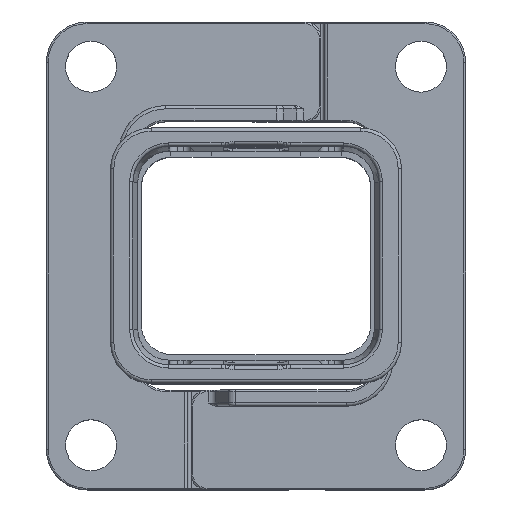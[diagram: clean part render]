
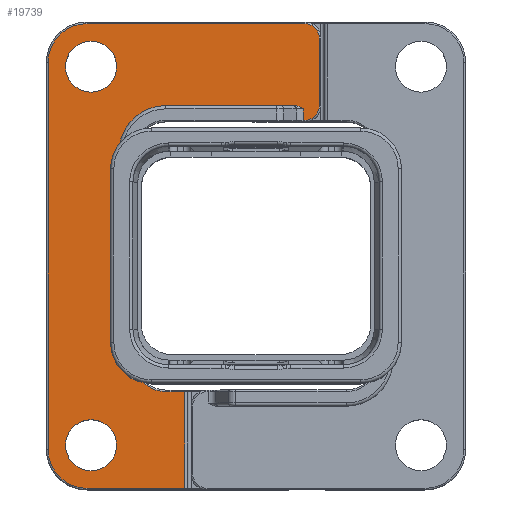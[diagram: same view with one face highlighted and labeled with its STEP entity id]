
A CAD part, top view. The second image highlights one B-rep face of the part: STEP entity #19739.
In plain terms, the highlighted planar face has unit normal (0, 0, 1).
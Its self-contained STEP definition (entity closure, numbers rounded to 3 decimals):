
#597=CARTESIAN_POINT('',(-6.25,-5.4,1.1));
#598=DIRECTION('',(0.,0.,1.));
#599=DIRECTION('',(-0.878,-0.478,0.));
#600=AXIS2_PLACEMENT_3D('',#597,#598,#599);
#650=CARTESIAN_POINT('',(-5.55,-6.35,1.1));
#651=DIRECTION('',(0.,0.,-1.));
#652=DIRECTION('',(0.,-1.,0.));
#653=AXIS2_PLACEMENT_3D('',#650,#651,#652);
#655=DIRECTION('',(-1.,0.,0.));
#656=VECTOR('',#655,1.15);
#657=CARTESIAN_POINT('',(-4.4,-8.35,1.1));
#658=LINE('',#657,#656);
#659=DIRECTION('',(0.,1.,0.));
#660=VECTOR('',#659,5.95);
#661=CARTESIAN_POINT('',(-4.4,-14.3,1.1));
#662=LINE('',#661,#660);
#663=DIRECTION('',(1.,0.,0.));
#664=VECTOR('',#663,6.);
#665=CARTESIAN_POINT('',(-10.4,-14.3,1.1));
#666=LINE('',#665,#664);
#667=CARTESIAN_POINT('',(-10.4,-11.9,1.1));
#668=DIRECTION('',(0.,0.,1.));
#669=DIRECTION('',(-1.,0.,0.));
#670=AXIS2_PLACEMENT_3D('',#667,#668,#669);
#672=DIRECTION('',(0.,-1.,0.));
#673=VECTOR('',#672,23.8);
#674=CARTESIAN_POINT('',(-12.8,11.9,1.1));
#675=LINE('',#674,#673);
#676=CARTESIAN_POINT('',(-10.4,11.9,1.1));
#677=DIRECTION('',(0.,0.,1.));
#678=DIRECTION('',(0.,1.,0.));
#679=AXIS2_PLACEMENT_3D('',#676,#677,#678);
#681=DIRECTION('',(-1.,0.,0.));
#682=VECTOR('',#681,13.4);
#683=CARTESIAN_POINT('',(3.,14.3,1.1));
#684=LINE('',#683,#682);
#685=CARTESIAN_POINT('',(3.,13.4,1.1));
#686=DIRECTION('',(0.,0.,1.));
#687=DIRECTION('',(1.,0.,0.));
#688=AXIS2_PLACEMENT_3D('',#685,#686,#687);
#690=DIRECTION('',(0.,1.,0.));
#691=VECTOR('',#690,4.15);
#692=CARTESIAN_POINT('',(3.9,9.25,1.1));
#693=LINE('',#692,#691);
#694=CARTESIAN_POINT('',(3.,9.25,1.1));
#695=DIRECTION('',(0.,0.,1.));
#696=DIRECTION('',(0.,-1.,0.));
#697=AXIS2_PLACEMENT_3D('',#694,#695,#696);
#699=DIRECTION('',(1.,0.,0.));
#700=VECTOR('',#699,0.093);
#701=CARTESIAN_POINT('',(2.907,8.35,1.1));
#702=LINE('',#701,#700);
#703=DIRECTION('',(0.,1.,0.));
#704=VECTOR('',#703,0.7);
#705=CARTESIAN_POINT('',(2.907,8.35,1.1));
#706=LINE('',#705,#704);
#707=CARTESIAN_POINT('',(-5.55,6.35,1.1));
#708=DIRECTION('',(0.,0.,1.));
#709=DIRECTION('',(0.,1.,0.));
#710=AXIS2_PLACEMENT_3D('',#707,#708,#709);
#712=DIRECTION('',(1.,0.,0.));
#713=VECTOR('',#712,0.244);
#714=CARTESIAN_POINT('',(-8.25,-6.357,1.1));
#715=LINE('',#714,#713);
#716=CARTESIAN_POINT('',(-10.15,-11.65,1.1));
#717=DIRECTION('',(0.,0.,1.));
#718=DIRECTION('',(1.,0.,0.));
#719=AXIS2_PLACEMENT_3D('',#716,#717,#718);
#721=CARTESIAN_POINT('',(-10.15,-11.65,1.1));
#722=DIRECTION('',(0.,0.,1.));
#723=DIRECTION('',(-1.,0.,0.));
#724=AXIS2_PLACEMENT_3D('',#721,#722,#723);
#726=CARTESIAN_POINT('',(-10.15,11.65,1.1));
#727=DIRECTION('',(0.,0.,-1.));
#728=DIRECTION('',(1.,0.,0.));
#729=AXIS2_PLACEMENT_3D('',#726,#727,#728);
#731=CARTESIAN_POINT('',(-10.15,11.65,1.1));
#732=DIRECTION('',(0.,0.,-1.));
#733=DIRECTION('',(-1.,0.,0.));
#734=AXIS2_PLACEMENT_3D('',#731,#732,#733);
#14262=DIRECTION('',(0.,1.,0.));
#14263=VECTOR('',#14262,12.217);
#14264=CARTESIAN_POINT('',(-8.45,-5.867,1.1));
#14265=LINE('',#14264,#14263);
#14284=CARTESIAN_POINT('',(-8.25,-6.357,1.1));
#14285=CARTESIAN_POINT('',(-8.279,-6.312,1.1));
#14286=CARTESIAN_POINT('',(-8.333,-6.225,1.1));
#14287=CARTESIAN_POINT('',(-8.399,-6.099,1.1));
#14288=CARTESIAN_POINT('',(-8.441,-5.978,1.1));
#14289=CARTESIAN_POINT('',(-8.45,-5.903,
1.1));
#14290=CARTESIAN_POINT('',(-8.45,-5.867,1.1));
#14301=DIRECTION('',(1.,0.,0.));
#14302=VECTOR('',#14301,7.967);
#14303=CARTESIAN_POINT('',(-5.55,9.25,1.1));
#14304=LINE('',#14303,#14302);
#14360=CARTESIAN_POINT('',(2.417,9.25,1.1));
#14361=CARTESIAN_POINT('',(2.453,9.25,1.1));
#14362=CARTESIAN_POINT('',(2.528,9.241,1.1));
#14363=CARTESIAN_POINT('',(2.649,9.199,1.1));
#14364=CARTESIAN_POINT('',(2.775,9.133,1.1));
#14365=CARTESIAN_POINT('',(2.862,9.079,1.1));
#14366=CARTESIAN_POINT('',(2.907,9.05,1.1));
#18080=CARTESIAN_POINT('',(-5.55,9.25,1.1));
#18081=CARTESIAN_POINT('',(-8.45,6.35,1.1));
#18082=VERTEX_POINT('',#18080);
#18083=VERTEX_POINT('',#18081);
#18264=CARTESIAN_POINT('',(-4.4,-8.35,1.1));
#18265=VERTEX_POINT('',#18264);
#18268=CARTESIAN_POINT('',(-5.55,-8.35,1.1));
#18269=VERTEX_POINT('',#18268);
#18288=CARTESIAN_POINT('',(2.907,8.35,1.1));
#18289=VERTEX_POINT('',#18288);
#18292=CARTESIAN_POINT('',(3.,8.35,1.1));
#18293=VERTEX_POINT('',#18292);
#18296=CARTESIAN_POINT('',(3.9,9.25,1.1));
#18297=VERTEX_POINT('',#18296);
#18300=CARTESIAN_POINT('',(3.9,13.4,1.1));
#18301=VERTEX_POINT('',#18300);
#18304=CARTESIAN_POINT('',(3.,14.3,1.1));
#18305=VERTEX_POINT('',#18304);
#18308=CARTESIAN_POINT('',(-10.4,14.3,1.1));
#18309=VERTEX_POINT('',#18308);
#18312=CARTESIAN_POINT('',(-12.8,11.9,1.1));
#18313=VERTEX_POINT('',#18312);
#18316=CARTESIAN_POINT('',(-12.8,-11.9,1.1));
#18317=VERTEX_POINT('',#18316);
#18320=CARTESIAN_POINT('',(-10.4,-14.3,1.1));
#18321=VERTEX_POINT('',#18320);
#18324=CARTESIAN_POINT('',(-4.4,-14.3,1.1));
#18325=VERTEX_POINT('',#18324);
#18424=CARTESIAN_POINT('',(-8.25,-6.357,1.1));
#18425=VERTEX_POINT('',#18424);
#18446=CARTESIAN_POINT('',(2.907,9.05,1.1));
#18447=VERTEX_POINT('',#18446);
#18450=VERTEX_POINT('',#14360);
#18451=CARTESIAN_POINT('',(-8.45,-5.867,1.1));
#18452=VERTEX_POINT('',#18451);
#18457=CARTESIAN_POINT('',(-8.58,-11.65,1.1));
#18458=CARTESIAN_POINT('',(-11.72,-11.65,1.1));
#18459=VERTEX_POINT('',#18457);
#18460=VERTEX_POINT('',#18458);
#18462=CARTESIAN_POINT('',(-8.58,11.65,1.1));
#18464=VERTEX_POINT('',#18462);
#18466=CARTESIAN_POINT('',(-11.72,11.65,1.1));
#18468=VERTEX_POINT('',#18466);
#18496=CARTESIAN_POINT('',(-8.006,-6.357,1.1));
#18497=CARTESIAN_POINT('',(-7.438,-7.009,1.1));
#18498=VERTEX_POINT('',#18496);
#18499=VERTEX_POINT('',#18497);
#19681=CARTESIAN_POINT('',(0.,0.,1.1));
#19682=DIRECTION('',(0.,0.,1.));
#19683=DIRECTION('',(1.,0.,0.));
#19684=AXIS2_PLACEMENT_3D('',#19681,#19682,#19683);
#19685=PLANE('',#19684);
#19686=ORIENTED_EDGE('',*,*,#19657,.T.);
#19688=ORIENTED_EDGE('',*,*,#19687,.F.);
#19690=ORIENTED_EDGE('',*,*,#19689,.F.);
#19692=ORIENTED_EDGE('',*,*,#19691,.F.);
#19694=ORIENTED_EDGE('',*,*,#19693,.F.);
#19696=ORIENTED_EDGE('',*,*,#19695,.F.);
#19698=ORIENTED_EDGE('',*,*,#19697,.F.);
#19700=ORIENTED_EDGE('',*,*,#19699,.F.);
#19702=ORIENTED_EDGE('',*,*,#19701,.F.);
#19704=ORIENTED_EDGE('',*,*,#19703,.F.);
#19706=ORIENTED_EDGE('',*,*,#19705,.F.);
#19708=ORIENTED_EDGE('',*,*,#19707,.F.);
#19710=ORIENTED_EDGE('',*,*,#19709,.F.);
#19712=ORIENTED_EDGE('',*,*,#19711,.T.);
#19714=ORIENTED_EDGE('',*,*,#19713,.F.);
#19716=ORIENTED_EDGE('',*,*,#19715,.F.);
#19718=ORIENTED_EDGE('',*,*,#19717,.T.);
#19720=ORIENTED_EDGE('',*,*,#19719,.F.);
#19722=ORIENTED_EDGE('',*,*,#19721,.F.);
#19724=ORIENTED_EDGE('',*,*,#19723,.T.);
#19725=EDGE_LOOP('',(#19686,#19688,#19690,#19692,#19694,#19696,#19698,#19700,
#19702,#19704,#19706,#19708,#19710,#19712,#19714,#19716,#19718,#19720,#19722,
#19724));
#19726=FACE_OUTER_BOUND('',#19725,.F.);
#19728=ORIENTED_EDGE('',*,*,#19727,.T.);
#19730=ORIENTED_EDGE('',*,*,#19729,.T.);
#19731=EDGE_LOOP('',(#19728,#19730));
#19732=FACE_BOUND('',#19731,.F.);
#19734=ORIENTED_EDGE('',*,*,#19733,.F.);
#19736=ORIENTED_EDGE('',*,*,#19735,.F.);
#19737=EDGE_LOOP('',(#19734,#19736));
#19738=FACE_BOUND('',#19737,.F.);
#19739=ADVANCED_FACE('',(#19726,#19732,#19738),#19685,.T.);
#601=CIRCLE('',#600,2.);
#654=CIRCLE('',#653,2.);
#671=CIRCLE('',#670,2.4);
#680=CIRCLE('',#679,2.4);
#689=CIRCLE('',#688,0.9);
#698=CIRCLE('',#697,0.9);
#711=CIRCLE('',#710,2.9);
#720=CIRCLE('',#719,1.57);
#725=CIRCLE('',#724,1.57);
#730=CIRCLE('',#729,1.57);
#735=CIRCLE('',#734,1.57);
#14291=B_SPLINE_CURVE_WITH_KNOTS('',3,(#14284,#14285,#14286,#14287,#14288,
#14289,#14290),.UNSPECIFIED.,.F.,.F.,(4,1,1,1,4),(0.,0.25,0.5,0.75,
1.),.UNSPECIFIED.);
#14367=B_SPLINE_CURVE_WITH_KNOTS('',3,(#14360,#14361,#14362,#14363,#14364,
#14365,#14366),.UNSPECIFIED.,.F.,.F.,(4,1,1,1,4),(0.,0.25,0.5,0.75,
1.),.UNSPECIFIED.);
#19657=EDGE_CURVE('',#18498,#18499,#601,.T.);
#19687=EDGE_CURVE('',#18269,#18499,#654,.T.);
#19689=EDGE_CURVE('',#18265,#18269,#658,.T.);
#19691=EDGE_CURVE('',#18325,#18265,#662,.T.);
#19693=EDGE_CURVE('',#18321,#18325,#666,.T.);
#19695=EDGE_CURVE('',#18317,#18321,#671,.T.);
#19697=EDGE_CURVE('',#18313,#18317,#675,.T.);
#19699=EDGE_CURVE('',#18309,#18313,#680,.T.);
#19701=EDGE_CURVE('',#18305,#18309,#684,.T.);
#19703=EDGE_CURVE('',#18301,#18305,#689,.T.);
#19705=EDGE_CURVE('',#18297,#18301,#693,.T.);
#19707=EDGE_CURVE('',#18293,#18297,#698,.T.);
#19709=EDGE_CURVE('',#18289,#18293,#702,.T.);
#19711=EDGE_CURVE('',#18289,#18447,#706,.T.);
#19713=EDGE_CURVE('',#18450,#18447,#14367,.T.);
#19715=EDGE_CURVE('',#18082,#18450,#14304,.T.);
#19717=EDGE_CURVE('',#18082,#18083,#711,.T.);
#19719=EDGE_CURVE('',#18452,#18083,#14265,.T.);
#19721=EDGE_CURVE('',#18425,#18452,#14291,.T.);
#19723=EDGE_CURVE('',#18425,#18498,#715,.T.);
#19727=EDGE_CURVE('',#18459,#18460,#720,.T.);
#19729=EDGE_CURVE('',#18460,#18459,#725,.T.);
#19733=EDGE_CURVE('',#18464,#18468,#730,.T.);
#19735=EDGE_CURVE('',#18468,#18464,#735,.T.);
